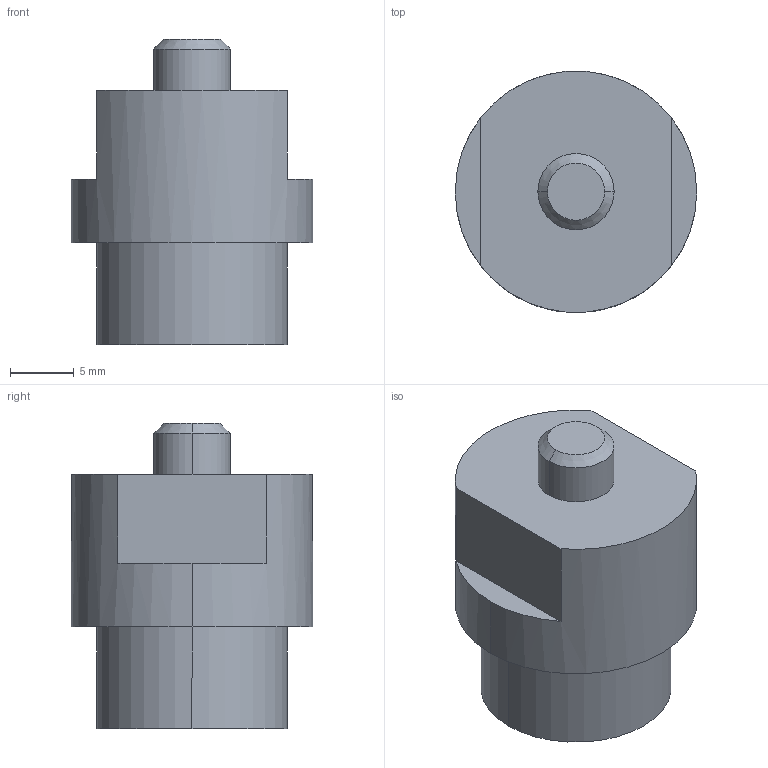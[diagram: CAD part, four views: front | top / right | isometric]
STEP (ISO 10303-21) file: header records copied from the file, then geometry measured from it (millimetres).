
FILE_DESCRIPTION(('STEP AP214'),'1');
FILE_NAME(' ',' ',('TraceParts'),('TraceParts S.A.'),'XStep 1.0',' ',' ');
FILE_SCHEMA(('automotive_design'));
Length unit declared in the file: millimetre
Products named in the file (1): 1
Bounding box: 19 x 19 x 24 mm (x, y, z)
Volume: 3589.3 mm3; surface area: 2451.6 mm2
Topology: 1 solids, 1 shells, 110 faces, 224 edges, 117 vertices
Faces by surface type: cone 40, torus 36, cylinder 26, plane 8
Entity records: 5429 total; most frequent: DIRECTION 592, STYLED_ITEM 450, PRESENTATION_STYLE_ASSIGNMENT 450, CARTESIAN_POINT 450, COLOUR_RGB 450, ORIENTED_EDGE 444, AXIS2_PLACEMENT_3D 259, EDGE_CURVE 222
